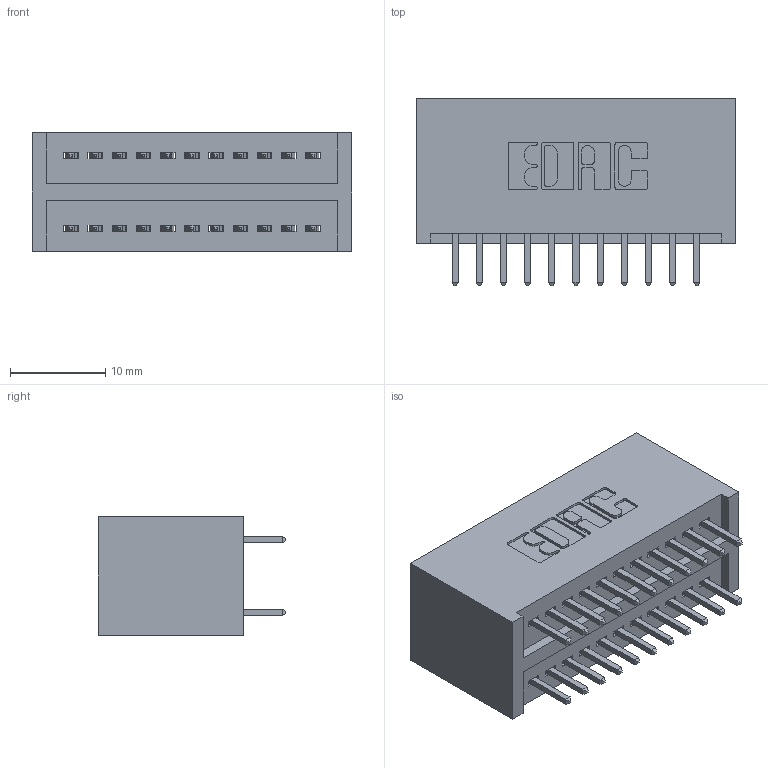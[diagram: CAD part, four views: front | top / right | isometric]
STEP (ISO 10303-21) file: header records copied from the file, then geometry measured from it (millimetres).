
FILE_DESCRIPTION (( 'STEP AP203' ), '1' );
FILE_NAME ('325-022-520-201.STEP', '2020-02-24T17:27:12', ( '' ), ( '' ), 'SwSTEP 2.0', 'SolidWorks 2016', '' );
FILE_SCHEMA (( 'CONFIG_CONTROL_DESIGN' ));
Length unit declared in the file: inch
Products named in the file (3): 325-022-520-201; 325 Part_Lugless; 325-292-001_325-293-120
Assembly tree (23 placements, depth 2):
  325-022-520-201
    325 Part_Lugless
    325-292-001_325-293-120  x22
Bounding box: 33.58 x 19.68 x 12.45 mm (x, y, z)
Volume: 4659.5 mm3; surface area: 5521.2 mm2
Topology: 23 solids, 23 shells, 1250 faces, 3697 edges, 2434 vertices
Faces by surface type: plane 858, cylinder 392
Entity records: 10827 total; most frequent: CARTESIAN_POINT 1830, ORIENTED_EDGE 1766, DIRECTION 1611, EDGE_CURVE 883, VECTOR 763, LINE 763, VERTEX_POINT 586, AXIS2_PLACEMENT_3D 424
